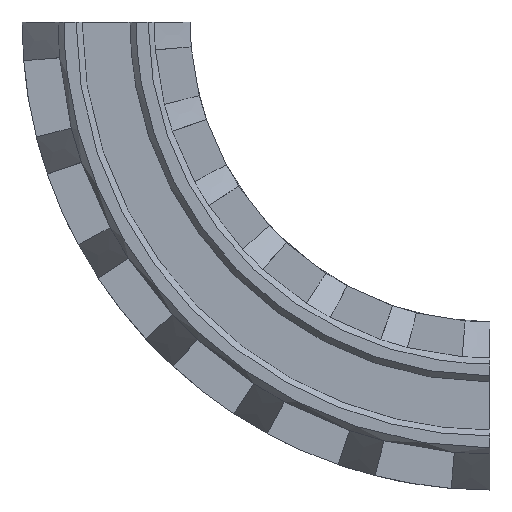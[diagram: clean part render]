
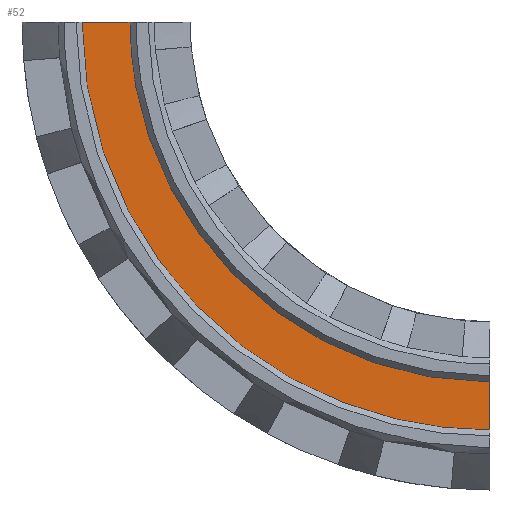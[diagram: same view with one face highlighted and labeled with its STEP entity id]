
A CAD part, top view. The second image highlights one B-rep face of the part: STEP entity #52.
In plain terms, the highlighted planar face has unit normal (0, 0, 1).
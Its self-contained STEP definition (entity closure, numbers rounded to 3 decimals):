
#52=ADVANCED_FACE('',(#134),#1300,.T.);
#134=FACE_OUTER_BOUND('',#216,.T.);
#216=EDGE_LOOP('',(#412,#413,#414,#415));
#412=ORIENTED_EDGE('',*,*,#740,.T.);
#413=ORIENTED_EDGE('',*,*,#741,.F.);
#414=ORIENTED_EDGE('',*,*,#747,.T.);
#415=ORIENTED_EDGE('',*,*,#695,.F.);
#695=EDGE_CURVE('',#1129,#1130,#1010,.T.);
#740=EDGE_CURVE('',#1129,#1175,#935,.T.);
#741=EDGE_CURVE('',#1176,#1175,#1028,.T.);
#747=EDGE_CURVE('',#1176,#1130,#939,.T.);
#935=(
BOUNDED_CURVE()
B_SPLINE_CURVE(2,(#2124,#2125,#2126),.UNSPECIFIED.,.F.,.F.)
B_SPLINE_CURVE_WITH_KNOTS((3,3),(0.,94.248),
 .UNSPECIFIED.)
CURVE()
GEOMETRIC_REPRESENTATION_ITEM()
RATIONAL_B_SPLINE_CURVE((1.,0.707,1.))
REPRESENTATION_ITEM('')
);
#939=(
BOUNDED_CURVE()
B_SPLINE_CURVE(2,(#2141,#2142,#2143),.UNSPECIFIED.,.F.,.F.)
B_SPLINE_CURVE_WITH_KNOTS((3,3),(0.,106.814),
 .UNSPECIFIED.)
CURVE()
GEOMETRIC_REPRESENTATION_ITEM()
RATIONAL_B_SPLINE_CURVE((1.,0.707,1.))
REPRESENTATION_ITEM('')
);
#1010=B_SPLINE_CURVE_WITH_KNOTS('',1,(#2006,#2007),.UNSPECIFIED.,.F.,.F.,
(2,2),(0.,8.),.UNSPECIFIED.);
#1028=B_SPLINE_CURVE_WITH_KNOTS('',1,(#2127,#2128),.UNSPECIFIED.,.F.,.F.,
(2,2),(113.956,121.956),.UNSPECIFIED.);
#1129=VERTEX_POINT('',#1869);
#1130=VERTEX_POINT('',#1870);
#1175=VERTEX_POINT('',#1915);
#1176=VERTEX_POINT('',#1916);
#1300=PLANE('',#1460);
#1460=AXIS2_PLACEMENT_3D('',#1680,#1523,$);
#1523=DIRECTION('',(0.,0.,1.));
#1680=CARTESIAN_POINT('',(-11.,79.,0.));
#1869=CARTESIAN_POINT('',(70.,10.,0.));
#1870=CARTESIAN_POINT('',(70.,2.,0.));
#1915=CARTESIAN_POINT('',(10.,70.,0.));
#1916=CARTESIAN_POINT('',(2.,70.,0.));
#2006=CARTESIAN_POINT('',(70.,10.,0.));
#2007=CARTESIAN_POINT('',(70.,2.,0.));
#2124=CARTESIAN_POINT('',(70.,10.,0.));
#2125=CARTESIAN_POINT('',(10.,10.,0.));
#2126=CARTESIAN_POINT('',(10.,70.,0.));
#2127=CARTESIAN_POINT('',(2.,70.,0.));
#2128=CARTESIAN_POINT('',(10.,70.,0.));
#2141=CARTESIAN_POINT('',(2.,70.,0.));
#2142=CARTESIAN_POINT('',(2.,2.,0.));
#2143=CARTESIAN_POINT('',(70.,2.,0.));
